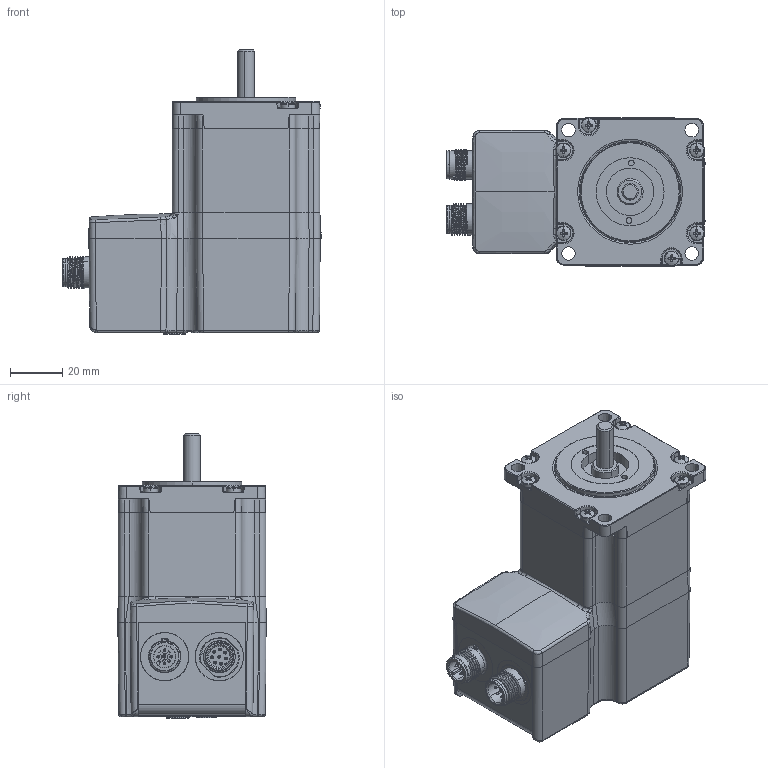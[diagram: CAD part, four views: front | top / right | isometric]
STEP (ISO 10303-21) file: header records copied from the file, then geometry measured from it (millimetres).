
FILE_DESCRIPTION (( 'STEP AP214' ), '1' );
FILE_NAME ('MST231 w encoder R1.STEP', '2021-04-15T12:38:13', ( '' ), ( '' ), 'SwSTEP 2.0', 'SolidWorks 2020', '' );
FILE_SCHEMA (( 'AUTOMOTIVE_DESIGN' ));
Length unit declared in the file: millimetre
Products named in the file (1): MST231 w encoder R1
Bounding box: 98.82 x 56.67 x 108.7 mm (x, y, z)
Volume: 320029.4 mm3; surface area: 36213.9 mm2
Topology: 1 solids, 15 shells, 1210 faces, 3072 edges, 1891 vertices
Faces by surface type: plane 378, cylinder 304, bspline 222, cone 211, torus 81, sphere 14
Entity records: 67457 total; most frequent: CARTESIAN_POINT 27636, ORIENTED_EDGE 6048, DIRECTION 5007, EDGE_CURVE 3024, AXIS2_PLACEMENT_3D 1969, VERTEX_POINT 1891, EDGE_LOOP 1279, UNCERTAINTY_MEASURE_WITH_UNIT 1212
